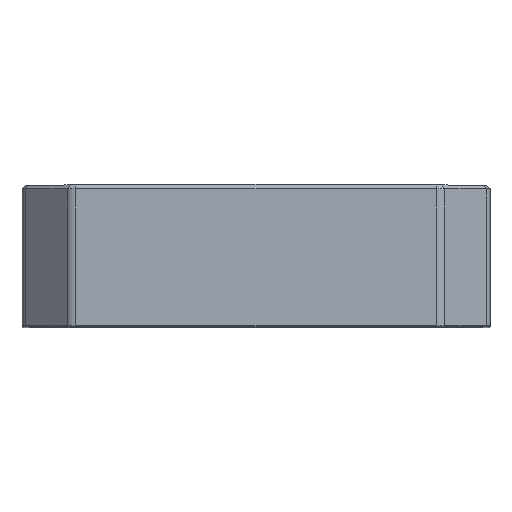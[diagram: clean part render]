
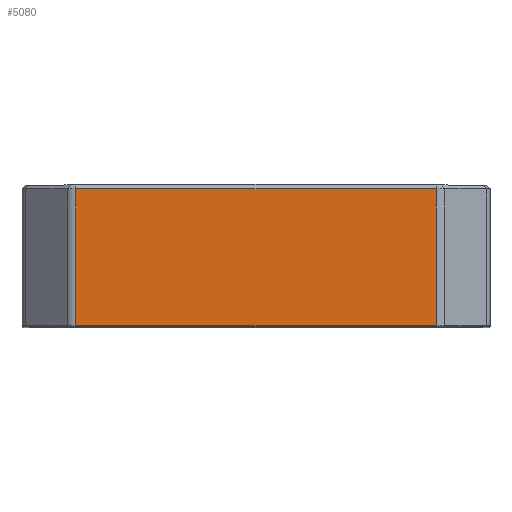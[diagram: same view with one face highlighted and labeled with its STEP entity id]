
A CAD part, top view. The second image highlights one B-rep face of the part: STEP entity #5080.
In plain terms, the highlighted planar face has unit normal (0, 0, 1).
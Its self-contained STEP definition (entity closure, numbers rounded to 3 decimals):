
#764=FACE_OUTER_BOUND('',#1085,.T.);
#1085=EDGE_LOOP('',(#4350,#4351,#4352,#4353));
#1502=LINE('',#9958,#1939);
#1503=LINE('',#9964,#1940);
#1504=LINE('',#9965,#1941);
#1505=LINE('',#9966,#1942);
#1939=VECTOR('',#6814,1000.);
#1940=VECTOR('',#6821,1000.);
#1941=VECTOR('',#6822,1000.);
#1942=VECTOR('',#6823,1000.);
#2448=VERTEX_POINT('',#9956);
#2449=VERTEX_POINT('',#9957);
#2450=VERTEX_POINT('',#9962);
#2451=VERTEX_POINT('',#9963);
#3106=EDGE_CURVE('',#2448,#2449,#1502,.T.);
#3109=EDGE_CURVE('',#2450,#2451,#1503,.T.);
#3110=EDGE_CURVE('',#2450,#2448,#1504,.T.);
#3111=EDGE_CURVE('',#2449,#2451,#1505,.T.);
#4350=ORIENTED_EDGE('',*,*,#3109,.F.);
#4351=ORIENTED_EDGE('',*,*,#3110,.T.);
#4352=ORIENTED_EDGE('',*,*,#3106,.T.);
#4353=ORIENTED_EDGE('',*,*,#3111,.T.);
#4838=PLANE('',#5571);
#5080=ADVANCED_FACE('',(#764),#4838,.T.);
#5571=AXIS2_PLACEMENT_3D('',#9961,#6819,#6820);
#6814=DIRECTION('',(0.,1.,0.));
#6819=DIRECTION('center_axis',(0.,0.,1.));
#6820=DIRECTION('ref_axis',(1.,0.,0.));
#6821=DIRECTION('',(0.,1.,0.));
#6822=DIRECTION('',(1.,0.,0.));
#6823=DIRECTION('',(-1.,0.,0.));
#9956=CARTESIAN_POINT('',(-506.983,-36.1,762.215));
#9957=CARTESIAN_POINT('',(-506.983,-1.,762.215));
#9958=CARTESIAN_POINT('',(-506.983,-50.,762.215));
#9961=CARTESIAN_POINT('Origin',(-599.498,-50.,762.215));
#9962=CARTESIAN_POINT('',(-599.498,-36.1,762.215));
#9963=CARTESIAN_POINT('',(-599.498,-1.,762.215));
#9964=CARTESIAN_POINT('',(-599.498,-50.,762.215));
#9965=CARTESIAN_POINT('',(-599.498,-36.1,762.215));
#9966=CARTESIAN_POINT('',(-599.498,-1.,762.215));
